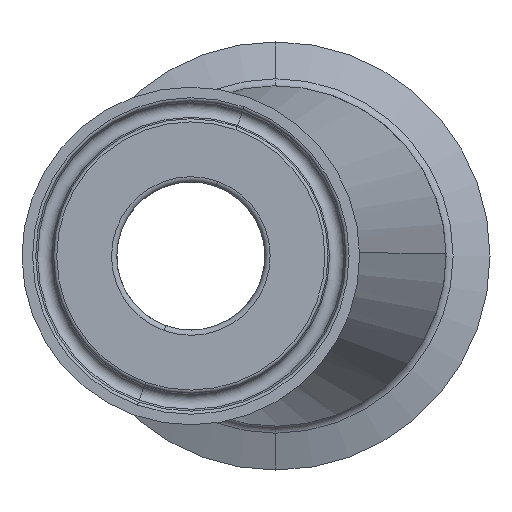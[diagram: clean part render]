
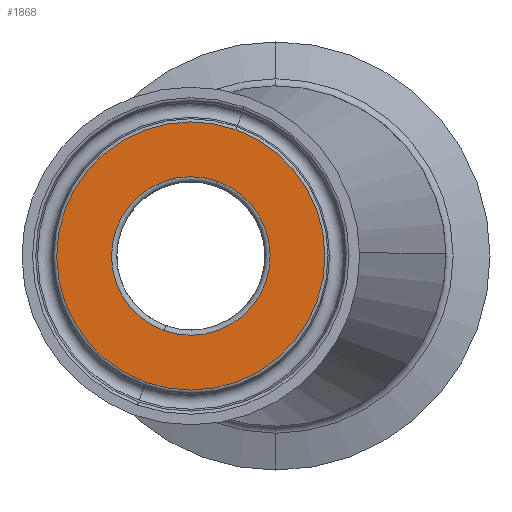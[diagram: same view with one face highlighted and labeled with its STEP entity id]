
A CAD part, front view. The second image highlights one B-rep face of the part: STEP entity #1868.
In plain terms, the highlighted face is planar.
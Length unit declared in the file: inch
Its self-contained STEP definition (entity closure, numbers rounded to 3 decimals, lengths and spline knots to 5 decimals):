
#61 = CARTESIAN_POINT ( 'NONE',  ( 0., 0.19685, 0.78811 ) ) ;
#171 = ORIENTED_EDGE ( 'NONE', *, *, #690, .T. ) ;
#172 = CARTESIAN_POINT ( 'NONE',  ( 0., 0.19685, 0. ) ) ;
#190 = ORIENTED_EDGE ( 'NONE', *, *, #653, .T. ) ;
#219 = CARTESIAN_POINT ( 'NONE',  ( 0., 0.19685, 0. ) ) ;
#232 = CARTESIAN_POINT ( 'NONE',  ( 0., 0.19685, -0.78811 ) ) ;
#243 = DIRECTION ( 'NONE',  ( 0., 1., 0. ) ) ;
#473 = VERTEX_POINT ( 'NONE', #650 ) ;
#650 = CARTESIAN_POINT ( 'NONE',  ( 0., 0.19685, -0.46614 ) ) ;
#653 = EDGE_CURVE ( 'NONE', #2156, #2054, #2046, .T. ) ;
#690 = EDGE_CURVE ( 'NONE', #2054, #2156, #1988, .T. ) ;
#718 = CIRCLE ( 'NONE', #1195, 0.46614 ) ;
#978 = FACE_OUTER_BOUND ( 'NONE', #1853, .T. ) ;
#981 = AXIS2_PLACEMENT_3D ( 'NONE', #219, #1441, #1245 ) ;
#993 = AXIS2_PLACEMENT_3D ( 'NONE', #1999, #1309, #1483 ) ;
#1037 = DIRECTION ( 'NONE',  ( 0., 0., -1. ) ) ;
#1080 = PLANE ( 'NONE',  #981 ) ;
#1115 = ORIENTED_EDGE ( 'NONE', *, *, #1665, .T. ) ;
#1178 = CIRCLE ( 'NONE', #2018, 0.46614 ) ;
#1195 = AXIS2_PLACEMENT_3D ( 'NONE', #1207, #1199, #2091 ) ;
#1199 = DIRECTION ( 'NONE',  ( 0., -1., 0. ) ) ;
#1207 = CARTESIAN_POINT ( 'NONE',  ( 0., 0.19685, 0. ) ) ;
#1245 = DIRECTION ( 'NONE',  ( 0., 0., -1. ) ) ;
#1254 = ORIENTED_EDGE ( 'NONE', *, *, #1347, .T. ) ;
#1309 = DIRECTION ( 'NONE',  ( 0., 1., 0. ) ) ;
#1310 = EDGE_LOOP ( 'NONE', ( #1115, #1254 ) ) ;
#1347 = EDGE_CURVE ( 'NONE', #1579, #473, #718, .T. ) ;
#1441 = DIRECTION ( 'NONE',  ( 0., -1., 0. ) ) ;
#1483 = DIRECTION ( 'NONE',  ( 0., 0., -1. ) ) ;
#1579 = VERTEX_POINT ( 'NONE', #2074 ) ;
#1665 = EDGE_CURVE ( 'NONE', #473, #1579, #1178, .T. ) ;
#1693 = FACE_BOUND ( 'NONE', #1310, .T. ) ;
#1822 = DIRECTION ( 'NONE',  ( 0., 0., -1. ) ) ;
#1853 = EDGE_LOOP ( 'NONE', ( #190, #171 ) ) ;
#1868 = ADVANCED_FACE ( 'NONE', ( #978, #1693 ), #1080, .F. ) ;
#1935 = DIRECTION ( 'NONE',  ( 0., -1., 0. ) ) ;
#1983 = CARTESIAN_POINT ( 'NONE',  ( 0., 0.19685, 0. ) ) ;
#1988 = CIRCLE ( 'NONE', #993, 0.78811 ) ;
#1999 = CARTESIAN_POINT ( 'NONE',  ( 0., 0.19685, 0. ) ) ;
#2018 = AXIS2_PLACEMENT_3D ( 'NONE', #172, #1935, #1037 ) ;
#2046 = CIRCLE ( 'NONE', #2121, 0.78811 ) ;
#2054 = VERTEX_POINT ( 'NONE', #61 ) ;
#2074 = CARTESIAN_POINT ( 'NONE',  ( 0., 0.19685, 0.46614 ) ) ;
#2091 = DIRECTION ( 'NONE',  ( 0., 0., -1. ) ) ;
#2121 = AXIS2_PLACEMENT_3D ( 'NONE', #1983, #243, #1822 ) ;
#2156 = VERTEX_POINT ( 'NONE', #232 ) ;
